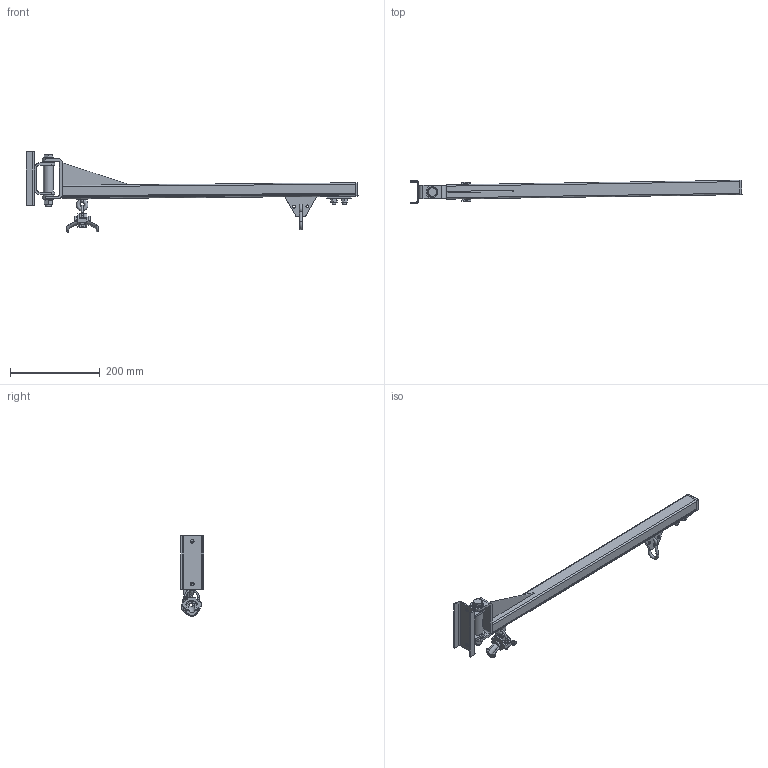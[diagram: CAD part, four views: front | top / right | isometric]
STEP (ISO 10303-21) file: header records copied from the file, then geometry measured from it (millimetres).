
FILE_DESCRIPTION(/* description */ ('Schwenkausleger C Schiene 30 - leitfähig'),/* implementation_level */ '2;1');
FILE_NAME(/* name */ 'ZEI_CAD_320230-6-REV00_#SALL_#AIN_#V1.step',/* time_stamp */ '2022-10-10T07:08:20+02:00',/* author */ ('MiniTec'),/* organization */ ('MiniTec GmbH & Co.KG'),/* preprocessor_version */ 'ST-DEVELOPER v18.1',/* originating_system */ 'Autodesk Inventor 2021',/* authorisation */ '');
FILE_SCHEMA (('CONFIG_CONTROL_DESIGN'));
Length unit declared in the file: millimetre
Products named in the file (18): leer; leer_1; leer_2; leer_3; leer_4; leer_5; leer_6; leer_7; leer_8; leer_9; leer_10; leer_11; leer_12; leer_13; leer_14; leer_15; leer_16; leer_17
Assembly tree (18 placements, depth 3):
  leer
    leer_1
    leer_2
    leer_3  x2
    leer_4
    leer_5
    leer_6
    leer_7
      leer_8
      leer_9
      leer_10
      leer_11
      leer_12
      leer_13
      leer_14
      leer_15
      leer_16
    leer_17
Bounding box: 741.86 x 52.38 x 179.79 mm (x, y, z)
Volume: 375526.6 mm3; surface area: 240872.6 mm2
Topology: 17 solids, 17 shells, 448 faces, 1089 edges, 692 vertices
Faces by surface type: plane 247, cylinder 110, cone 62, torus 28, bspline 1
Full cylindrical faces by diameter (mm): 4.3 x2, 5 x2, 6 x2, 6.647 x1, 6.8 x3, 7 x4, 8 x7, 8.3 x2, 8.6 x1, 10.106 x1, 12 x2, 12.5 x3, 13 x2, 15.5 x2, 17.4 x1, 22 x1, 24 x5, 25 x4
Entity records: 14305 total; most frequent: CARTESIAN_POINT 3242, DIRECTION 2229, ORIENTED_EDGE 2162, EDGE_CURVE 1081, AXIS2_PLACEMENT_3D 823, VERTEX_POINT 688, LINE 583, VECTOR 583
